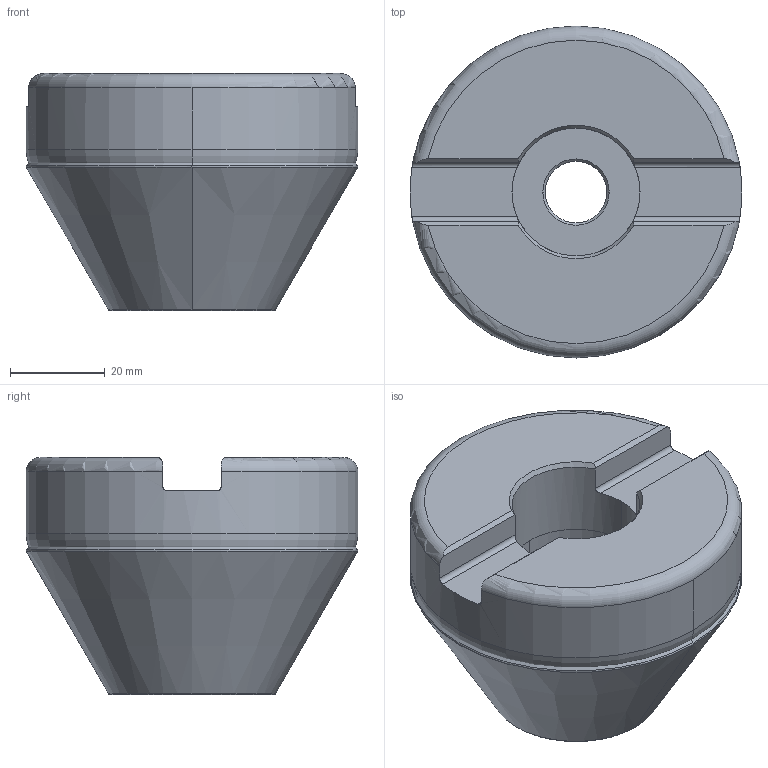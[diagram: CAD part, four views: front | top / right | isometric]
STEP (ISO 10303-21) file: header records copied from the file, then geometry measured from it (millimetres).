
FILE_DESCRIPTION((''),'2;1');
FILE_NAME('22M3R035050F2R00','2015-11-07T',('vitt'),(''),'PRO/ENGINEER BY PARAMETRIC TECHNOLOGY CORPORATION, 2011490','PRO/ENGINEER BY PARAMETRIC TECHNOLOGY CORPORATION, 2011490','');
FILE_SCHEMA(('AUTOMOTIVE_DESIGN { 1 2 10303 214 0 1 1 1 }'));
Length unit declared in the file: millimetre
Products named in the file (3): NOCUT; CUT; 22M3R035050F2R00
Assembly tree (2 placements, depth 2):
  22M3R035050F2R00
    NOCUT
    CUT
Bounding box: 70 x 70 x 50 mm (x, y, z)
Volume: 155108.8 mm3; surface area: 30112.4 mm2
Topology: 2 solids, 2 shells, 79 faces, 185 edges, 116 vertices
Faces by surface type: revolution 20, plane 17, cone 16, cylinder 14, torus 12
Entity records: 4342 total; most frequent: CARTESIAN_POINT 1757, DIRECTION 395, ORIENTED_EDGE 360, PRESENTATION_STYLE_ASSIGNMENT 193, STYLED_ITEM 193, CURVE_STYLE 191, EDGE_CURVE 180, AXIS2_PLACEMENT_3D 161
